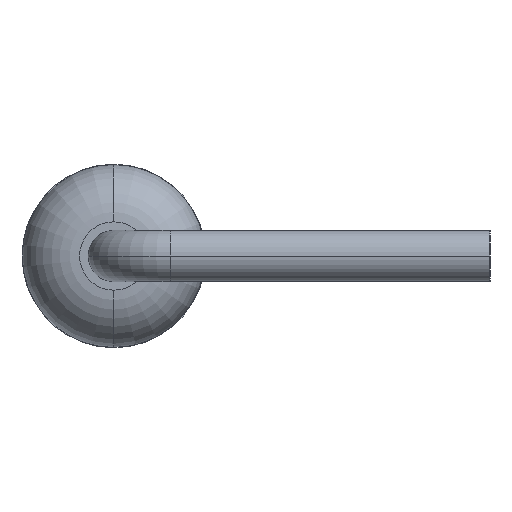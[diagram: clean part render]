
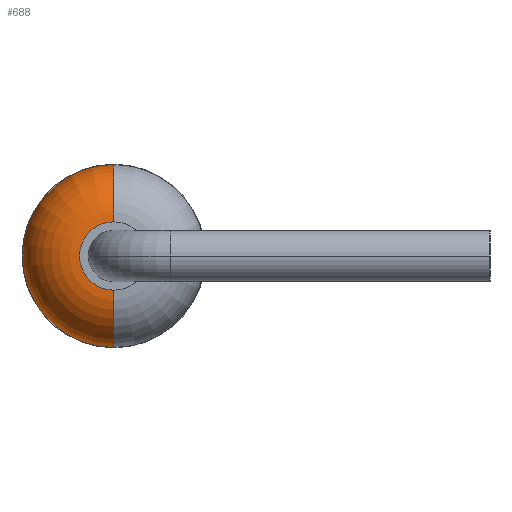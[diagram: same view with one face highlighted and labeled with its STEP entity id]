
A CAD part, left-side view. The second image highlights one B-rep face of the part: STEP entity #688.
In plain terms, the highlighted toroidal (fillet/blend) face has major radius 0.3 mm and minor radius 0.5 mm.
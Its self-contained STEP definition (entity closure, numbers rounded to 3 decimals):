
#31 = EDGE_CURVE ( 'NONE', #1133, #343, #390, .T. ) ;
#33 = CARTESIAN_POINT ( 'NONE',  ( -1.3, 1.3, -0.3 ) ) ;
#69 = CARTESIAN_POINT ( 'NONE',  ( -1.3, 1.3, 0. ) ) ;
#127 = AXIS2_PLACEMENT_3D ( 'NONE', #33, #1008, #209 ) ;
#148 = DIRECTION ( 'NONE',  ( -1., 0., 0. ) ) ;
#153 = CARTESIAN_POINT ( 'NONE',  ( -1.8, 1.3, 0. ) ) ;
#179 = TOROIDAL_SURFACE ( 'NONE', #942, 0.3, 0.5 ) ;
#209 = DIRECTION ( 'NONE',  ( 0., 0., 1. ) ) ;
#231 = AXIS2_PLACEMENT_3D ( 'NONE', #153, #148, #330 ) ;
#233 = EDGE_LOOP ( 'NONE', ( #654, #972, #289, #713 ) ) ;
#289 = ORIENTED_EDGE ( 'NONE', *, *, #618, .F. ) ;
#300 = CIRCLE ( 'NONE', #231, 0.3 ) ;
#309 = DIRECTION ( 'NONE',  ( -1., 0., 0. ) ) ;
#323 = CIRCLE ( 'NONE', #127, 0.5 ) ;
#330 = DIRECTION ( 'NONE',  ( 0., 0., 1. ) ) ;
#333 = CARTESIAN_POINT ( 'NONE',  ( -1.3, 1.3, 0.8 ) ) ;
#343 = VERTEX_POINT ( 'NONE', #620 ) ;
#390 = CIRCLE ( 'NONE', #859, 0.8 ) ;
#403 = FACE_OUTER_BOUND ( 'NONE', #233, .T. ) ;
#415 = CARTESIAN_POINT ( 'NONE',  ( -1.3, 1.3, 0. ) ) ;
#420 = EDGE_CURVE ( 'NONE', #343, #1148, #323, .T. ) ;
#492 = CARTESIAN_POINT ( 'NONE',  ( -1.3, 1.3, 0.3 ) ) ;
#501 = DIRECTION ( 'NONE',  ( 0., -1., 0. ) ) ;
#533 = CIRCLE ( 'NONE', #827, 0.5 ) ;
#599 = EDGE_CURVE ( 'NONE', #1133, #930, #533, .T. ) ;
#618 = EDGE_CURVE ( 'NONE', #930, #1148, #300, .T. ) ;
#620 = CARTESIAN_POINT ( 'NONE',  ( -1.3, 1.3, -0.8 ) ) ;
#654 = ORIENTED_EDGE ( 'NONE', *, *, #31, .T. ) ;
#674 = DIRECTION ( 'NONE',  ( -1., 0., 0. ) ) ;
#688 = ADVANCED_FACE ( 'NONE', ( #403 ), #179, .T. ) ;
#713 = ORIENTED_EDGE ( 'NONE', *, *, #599, .F. ) ;
#715 = DIRECTION ( 'NONE',  ( 0., 0., 1. ) ) ;
#765 = DIRECTION ( 'NONE',  ( 0., 0., -1. ) ) ;
#827 = AXIS2_PLACEMENT_3D ( 'NONE', #492, #501, #765 ) ;
#859 = AXIS2_PLACEMENT_3D ( 'NONE', #415, #309, #928 ) ;
#921 = CARTESIAN_POINT ( 'NONE',  ( -1.8, 1.3, 0.3 ) ) ;
#928 = DIRECTION ( 'NONE',  ( 0., 0., 1. ) ) ;
#930 = VERTEX_POINT ( 'NONE', #921 ) ;
#942 = AXIS2_PLACEMENT_3D ( 'NONE', #69, #674, #715 ) ;
#972 = ORIENTED_EDGE ( 'NONE', *, *, #420, .T. ) ;
#1008 = DIRECTION ( 'NONE',  ( 0., 1., 0. ) ) ;
#1044 = CARTESIAN_POINT ( 'NONE',  ( -1.8, 1.3, -0.3 ) ) ;
#1133 = VERTEX_POINT ( 'NONE', #333 ) ;
#1148 = VERTEX_POINT ( 'NONE', #1044 ) ;
